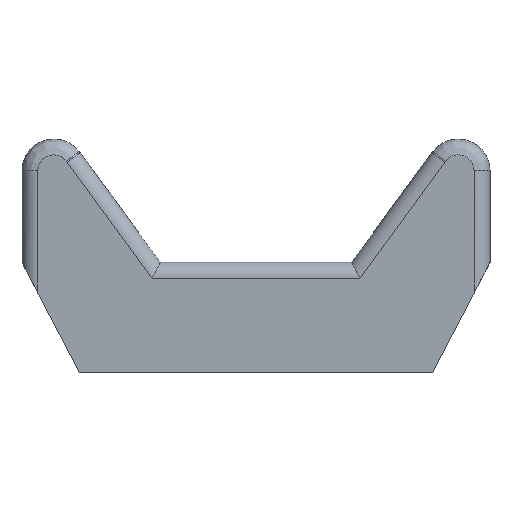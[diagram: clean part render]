
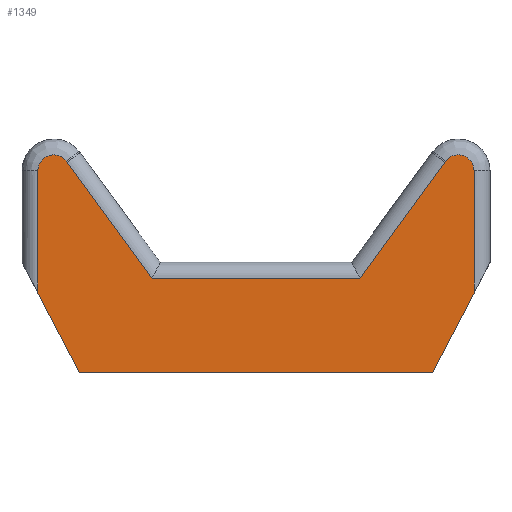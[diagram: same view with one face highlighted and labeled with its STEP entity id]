
A CAD part, front view. The second image highlights one B-rep face of the part: STEP entity #1349.
In plain terms, the highlighted planar face has unit normal (0, -1, 0).
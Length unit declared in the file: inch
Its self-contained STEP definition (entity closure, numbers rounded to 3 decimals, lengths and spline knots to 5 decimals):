
#412=CARTESIAN_POINT('',(0.32677,-0.0001,0.0));
#413=VERTEX_POINT('',#412);
#420=CARTESIAN_POINT('',(-0.32677,-0.0001,0.0));
#421=VERTEX_POINT('',#420);
#422=CARTESIAN_POINT('',(-0.32677,-0.0001,0.0));
#423=DIRECTION('',(1.0,0.0,0.0));
#424=VECTOR('',#423,0.65354);
#425=LINE('',#422,#424);
#426=EDGE_CURVE('',#421,#413,#425,.T.);
#935=CARTESIAN_POINT('',(0.40354,-0.0001,0.37384));
#936=VERTEX_POINT('',#935);
#944=CARTESIAN_POINT('',(0.40354,-0.0001,0.14786));
#945=VERTEX_POINT('',#944);
#946=CARTESIAN_POINT('',(0.40354,-0.0001,0.14786));
#947=DIRECTION('',(0.0,0.0,1.0));
#948=VECTOR('',#947,0.22598);
#949=LINE('',#946,#948);
#950=EDGE_CURVE('',#945,#936,#949,.T.);
#1049=CARTESIAN_POINT('',(0.32677,-0.0001,0.0));
#1050=DIRECTION('',(0.461,0.,0.887));
#1051=VECTOR('',#1050,0.1666);
#1052=LINE('',#1049,#1051);
#1053=EDGE_CURVE('',#413,#945,#1052,.T.);
#1219=CARTESIAN_POINT('',(0.41292,-0.0001,0.3437));
#1220=DIRECTION('',(0.0,-1.0,0.0));
#1221=DIRECTION('',(1.0,0.0,0.0));
#1222=AXIS2_PLACEMENT_3D('',#1219,#1220,#1221);
#1223=PLANE('',#1222);
#1224=CARTESIAN_POINT('',(-0.40354,-0.0001,0.14786));
#1225=VERTEX_POINT('',#1224);
#1226=CARTESIAN_POINT('',(-0.40354,-0.0001,0.14786));
#1227=DIRECTION('',(0.461,0.,-0.887));
#1228=VECTOR('',#1227,0.1666);
#1229=LINE('',#1226,#1228);
#1230=EDGE_CURVE('',#1225,#421,#1229,.T.);
#1231=ORIENTED_EDGE('',*,*,#1230,.T.);
#1232=ORIENTED_EDGE('',*,*,#426,.T.);
#1233=ORIENTED_EDGE('',*,*,#1053,.T.);
#1234=ORIENTED_EDGE('',*,*,#950,.T.);
#1235=CARTESIAN_POINT('',(0.35067,-0.0001,0.39192));
#1236=VERTEX_POINT('',#1235);
#1237=CARTESIAN_POINT('',(0.40354,-0.0001,0.37384));
#1238=CARTESIAN_POINT('',(0.40354,-0.0001,0.37534));
#1239=CARTESIAN_POINT('',(0.40343,-0.0001,0.37682));
#1240=CARTESIAN_POINT('',(0.40298,-0.0001,0.37975));
#1241=CARTESIAN_POINT('',(0.40267,-0.0001,0.38114));
#1242=CARTESIAN_POINT('',(0.40127,-0.0001,0.38564));
#1243=CARTESIAN_POINT('',(0.39986,-0.0001,0.38845));
#1244=CARTESIAN_POINT('',(0.39712,-0.0001,0.39229));
#1245=CARTESIAN_POINT('',(0.39562,-0.0001,0.39408));
#1246=CARTESIAN_POINT('',(0.39391,-0.0001,0.39567));
#1247=CARTESIAN_POINT('',(0.39272,-0.0001,0.3967));
#1248=CARTESIAN_POINT('',(0.39207,-0.0001,0.39721));
#1249=CARTESIAN_POINT('',(0.38905,-0.0001,0.39942));
#1250=CARTESIAN_POINT('',(0.3864,-0.0001,0.40081));
#1251=CARTESIAN_POINT('',(0.38216,-0.0001,0.40226));
#1252=CARTESIAN_POINT('',(0.38072,-0.0001,0.40263));
#1253=CARTESIAN_POINT('',(0.3778,-0.0001,0.40316));
#1254=CARTESIAN_POINT('',(0.37638,-0.0001,0.40331));
#1255=CARTESIAN_POINT('',(0.37167,-0.0001,0.40344));
#1256=CARTESIAN_POINT('',(0.36855,-0.0001,0.40302));
#1257=CARTESIAN_POINT('',(0.36403,-0.0001,0.40167));
#1258=CARTESIAN_POINT('',(0.36185,-0.0001,0.40082));
#1259=CARTESIAN_POINT('',(0.35979,-0.0001,0.39972));
#1260=CARTESIAN_POINT('',(0.35844,-0.0001,0.39893));
#1261=CARTESIAN_POINT('',(0.35773,-0.0001,0.39848));
#1262=CARTESIAN_POINT('',(0.35467,-0.0001,0.39634));
#1263=CARTESIAN_POINT('',(0.35252,-0.0001,0.3943));
#1264=CARTESIAN_POINT('',(0.35067,-0.0001,0.39192));
#1265=B_SPLINE_CURVE_WITH_KNOTS('',3,(#1237,#1238,#1239,#1240,#1241,#1242,#1243,#1244,#1245,#1246,#1247,#1248,#1249,#1250,#1251,#1252,#1253,#1254,#1255,#1256,#1257,#1258,#1259,#1260,#1261,#1262,#1263,#1264),.UNSPECIFIED.,.F.,.U.,(4,2,2,2,1,2,2,2,2,2,2,1,2,2,4),(0.0,0.0625,0.125,0.25,0.3125,0.34375,0.375,0.5,0.5625,0.625,0.75,0.8125,0.84375,0.875,1.0),.UNSPECIFIED.);
#1266=EDGE_CURVE('',#936,#1236,#1265,.T.);
#1267=ORIENTED_EDGE('',*,*,#1266,.T.);
#1268=CARTESIAN_POINT('',(0.34936,-0.0001,0.39018));
#1269=VERTEX_POINT('',#1268);
#1270=CARTESIAN_POINT('',(0.35067,-0.0001,0.39192));
#1271=DIRECTION('',(-0.601,0.,-0.799));
#1272=VECTOR('',#1271,0.00217);
#1273=LINE('',#1270,#1272);
#1274=EDGE_CURVE('',#1236,#1269,#1273,.T.);
#1275=ORIENTED_EDGE('',*,*,#1274,.T.);
#1276=CARTESIAN_POINT('',(0.19215,-0.0001,0.1752));
#1277=VERTEX_POINT('',#1276);
#1278=CARTESIAN_POINT('',(0.34936,-0.0001,0.39018));
#1279=DIRECTION('',(-0.59,0.,-0.807));
#1280=VECTOR('',#1279,0.26633);
#1281=LINE('',#1278,#1280);
#1282=EDGE_CURVE('',#1269,#1277,#1281,.T.);
#1283=ORIENTED_EDGE('',*,*,#1282,.T.);
#1284=CARTESIAN_POINT('',(-0.19215,-0.0001,0.1752));
#1285=VERTEX_POINT('',#1284);
#1286=CARTESIAN_POINT('',(0.19215,-0.0001,0.1752));
#1287=DIRECTION('',(-1.0,0.0,0.0));
#1288=VECTOR('',#1287,0.38431);
#1289=LINE('',#1286,#1288);
#1290=EDGE_CURVE('',#1277,#1285,#1289,.T.);
#1291=ORIENTED_EDGE('',*,*,#1290,.T.);
#1292=CARTESIAN_POINT('',(-0.34936,-0.0001,0.39018));
#1293=VERTEX_POINT('',#1292);
#1294=CARTESIAN_POINT('',(-0.19215,-0.0001,0.1752));
#1295=DIRECTION('',(-0.59,0.,0.807));
#1296=VECTOR('',#1295,0.26633);
#1297=LINE('',#1294,#1296);
#1298=EDGE_CURVE('',#1285,#1293,#1297,.T.);
#1299=ORIENTED_EDGE('',*,*,#1298,.T.);
#1300=CARTESIAN_POINT('',(-0.35067,-0.0001,0.39192));
#1301=VERTEX_POINT('',#1300);
#1302=CARTESIAN_POINT('',(-0.34936,-0.0001,0.39018));
#1303=DIRECTION('',(-0.601,0.,0.799));
#1304=VECTOR('',#1303,0.00217);
#1305=LINE('',#1302,#1304);
#1306=EDGE_CURVE('',#1293,#1301,#1305,.T.);
#1307=ORIENTED_EDGE('',*,*,#1306,.T.);
#1308=CARTESIAN_POINT('',(-0.40354,-0.0001,0.37384));
#1309=VERTEX_POINT('',#1308);
#1310=CARTESIAN_POINT('',(-0.35067,-0.0001,0.39192));
#1311=CARTESIAN_POINT('',(-0.35159,-0.0001,0.3931));
#1312=CARTESIAN_POINT('',(-0.35259,-0.0001,0.39421));
#1313=CARTESIAN_POINT('',(-0.35474,-0.0001,0.39625));
#1314=CARTESIAN_POINT('',(-0.35583,-0.0001,0.39715));
#1315=CARTESIAN_POINT('',(-0.3597,-0.0001,0.39985));
#1316=CARTESIAN_POINT('',(-0.36253,-0.0001,0.40122));
#1317=CARTESIAN_POINT('',(-0.36704,-0.0001,0.40257));
#1318=CARTESIAN_POINT('',(-0.36933,-0.0001,0.40307));
#1319=CARTESIAN_POINT('',(-0.37166,-0.0001,0.40328));
#1320=CARTESIAN_POINT('',(-0.37323,-0.0001,0.40336));
#1321=CARTESIAN_POINT('',(-0.37406,-0.0001,0.40337));
#1322=CARTESIAN_POINT('',(-0.3778,-0.0001,0.40327));
#1323=CARTESIAN_POINT('',(-0.38074,-0.0001,0.40274));
#1324=CARTESIAN_POINT('',(-0.38498,-0.0001,0.40129));
#1325=CARTESIAN_POINT('',(-0.38635,-0.0001,0.40071));
#1326=CARTESIAN_POINT('',(-0.38898,-0.0001,0.39933));
#1327=CARTESIAN_POINT('',(-0.3902,-0.0001,0.39858));
#1328=CARTESIAN_POINT('',(-0.394,-0.0001,0.3958));
#1329=CARTESIAN_POINT('',(-0.39621,-0.0001,0.39356));
#1330=CARTESIAN_POINT('',(-0.39895,-0.0001,0.38973));
#1331=CARTESIAN_POINT('',(-0.40016,-0.0001,0.38773));
#1332=CARTESIAN_POINT('',(-0.40112,-0.0001,0.38559));
#1333=CARTESIAN_POINT('',(-0.4017,-0.0001,0.38413));
#1334=CARTESIAN_POINT('',(-0.40198,-0.0001,0.38335));
#1335=CARTESIAN_POINT('',(-0.40309,-0.0001,0.37978));
#1336=CARTESIAN_POINT('',(-0.40354,-0.0001,0.37685));
#1337=CARTESIAN_POINT('',(-0.40354,-0.0001,0.37384));
#1338=B_SPLINE_CURVE_WITH_KNOTS('',3,(#1310,#1311,#1312,#1313,#1314,#1315,#1316,#1317,#1318,#1319,#1320,#1321,#1322,#1323,#1324,#1325,#1326,#1327,#1328,#1329,#1330,#1331,#1332,#1333,#1334,#1335,#1336,#1337),.UNSPECIFIED.,.F.,.U.,(4,2,2,2,1,2,2,2,2,2,2,1,2,2,4),(0.0,0.0625,0.125,0.25,0.3125,0.34375,0.375,0.5,0.5625,0.625,0.75,0.8125,0.84375,0.875,1.0),.UNSPECIFIED.);
#1339=EDGE_CURVE('',#1301,#1309,#1338,.T.);
#1340=ORIENTED_EDGE('',*,*,#1339,.T.);
#1341=CARTESIAN_POINT('',(-0.40354,-0.0001,0.37384));
#1342=DIRECTION('',(0.0,0.0,-1.0));
#1343=VECTOR('',#1342,0.22598);
#1344=LINE('',#1341,#1343);
#1345=EDGE_CURVE('',#1309,#1225,#1344,.T.);
#1346=ORIENTED_EDGE('',*,*,#1345,.T.);
#1347=EDGE_LOOP('',(#1231,#1232,#1233,#1234,#1267,#1275,#1283,#1291,#1299,#1307,#1340,#1346));
#1348=FACE_OUTER_BOUND('',#1347,.T.);
#1349=ADVANCED_FACE('',(#1348),#1223,.T.);
